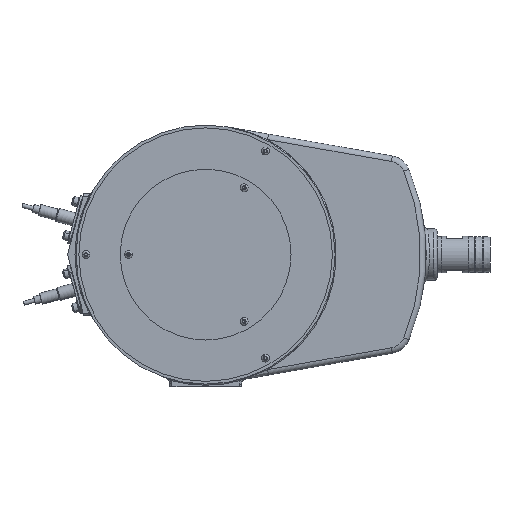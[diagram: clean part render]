
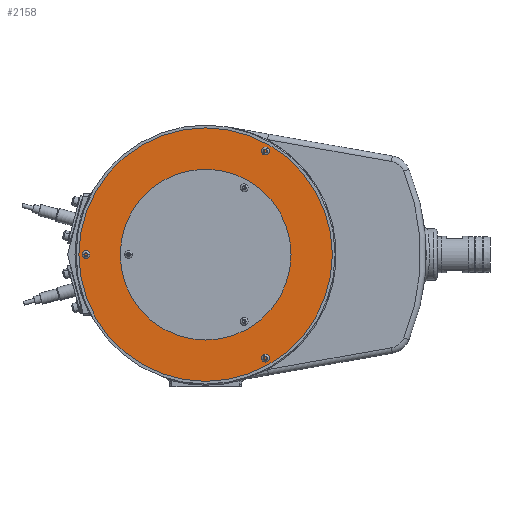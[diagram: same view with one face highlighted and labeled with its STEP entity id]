
A CAD part, left-side view. The second image highlights one B-rep face of the part: STEP entity #2158.
In plain terms, the highlighted planar face has unit normal (-1, 0, 0).
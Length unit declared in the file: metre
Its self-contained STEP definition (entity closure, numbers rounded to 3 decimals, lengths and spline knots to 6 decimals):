
#156 = VERTEX_POINT ( 'NONE', #15070 ) ;
#232 = ORIENTED_EDGE ( 'NONE', *, *, #7761, .F. ) ;
#387 = ORIENTED_EDGE ( 'NONE', *, *, #14825, .T. ) ;
#437 = CIRCLE ( 'NONE', #8831, 0.002 ) ;
#460 = DIRECTION ( 'NONE',  ( 1., 0., 0. ) ) ;
#682 = ORIENTED_EDGE ( 'NONE', *, *, #8700, .T. ) ;
#744 = DIRECTION ( 'NONE',  ( 0., 0., -1. ) ) ;
#866 = DIRECTION ( 'NONE',  ( 0., 0., -1. ) ) ;
#1058 = ORIENTED_EDGE ( 'NONE', *, *, #4125, .T. ) ;
#1613 = CARTESIAN_POINT ( 'NONE',  ( 0., 0.07, 0. ) ) ;
#2158 = ADVANCED_FACE ( 'NONE', ( #8484, #12342, #8852, #5322, #2177 ), #3114, .F. ) ;
#2177 = FACE_BOUND ( 'NONE', #10466, .T. ) ;
#2309 = CARTESIAN_POINT ( 'NONE',  ( 0., -0.035, -0.062622 ) ) ;
#2441 = VERTEX_POINT ( 'NONE', #3192 ) ;
#2493 = CARTESIAN_POINT ( 'NONE',  ( 0., 0., -0.115 ) ) ;
#2527 = CARTESIAN_POINT ( 'NONE',  ( 0., -0.035, 0.060622 ) ) ;
#2538 = CIRCLE ( 'NONE', #4924, 0.002 ) ;
#2581 = CARTESIAN_POINT ( 'NONE',  ( 0., 0., -0.065 ) ) ;
#2794 = DIRECTION ( 'NONE',  ( 0., 0., -1. ) ) ;
#2870 = CARTESIAN_POINT ( 'NONE',  ( 0., 0., 0. ) ) ;
#3096 = DIRECTION ( 'NONE',  ( 1., 0., 0. ) ) ;
#3114 = PLANE ( 'NONE',  #6645 ) ;
#3192 = CARTESIAN_POINT ( 'NONE',  ( 0., -0.035, 0.062622 ) ) ;
#3326 = AXIS2_PLACEMENT_3D ( 'NONE', #10184, #3096, #11356 ) ;
#3454 = EDGE_CURVE ( 'NONE', #156, #9876, #2538, .T. ) ;
#3459 = EDGE_CURVE ( 'NONE', #2441, #6872, #11191, .T. ) ;
#3694 = DIRECTION ( 'NONE',  ( 1., 0., 0. ) ) ;
#3697 = AXIS2_PLACEMENT_3D ( 'NONE', #10777, #3694, #11965 ) ;
#3702 = DIRECTION ( 'NONE',  ( 0., 0., -1. ) ) ;
#3814 = VERTEX_POINT ( 'NONE', #2493 ) ;
#4052 = DIRECTION ( 'NONE',  ( 0., 0., -1. ) ) ;
#4125 = EDGE_CURVE ( 'NONE', #9919, #14737, #8439, .T. ) ;
#4127 = VERTEX_POINT ( 'NONE', #11046 ) ;
#4282 = CIRCLE ( 'NONE', #6186, 0.002 ) ;
#4338 = ORIENTED_EDGE ( 'NONE', *, *, #3459, .T. ) ;
#4459 = EDGE_LOOP ( 'NONE', ( #387, #13159 ) ) ;
#4915 = VERTEX_POINT ( 'NONE', #11766 ) ;
#4924 = AXIS2_PLACEMENT_3D ( 'NONE', #14877, #7798, #744 ) ;
#5322 = FACE_OUTER_BOUND ( 'NONE', #7677, .T. ) ;
#5385 = CARTESIAN_POINT ( 'NONE',  ( 0., -0.035, 0.058622 ) ) ;
#5501 = DIRECTION ( 'NONE',  ( 0., 0., -1. ) ) ;
#5918 = ORIENTED_EDGE ( 'NONE', *, *, #9107, .T. ) ;
#6072 = VERTEX_POINT ( 'NONE', #2581 ) ;
#6186 = AXIS2_PLACEMENT_3D ( 'NONE', #2527, #10785, #3702 ) ;
#6215 = EDGE_CURVE ( 'NONE', #6072, #4915, #7542, .T. ) ;
#6455 = CARTESIAN_POINT ( 'NONE',  ( 0., 0.07, 0. ) ) ;
#6498 = DIRECTION ( 'NONE',  ( 1., 0., 0. ) ) ;
#6645 = AXIS2_PLACEMENT_3D ( 'NONE', #11372, #12574, #5501 ) ;
#6872 = VERTEX_POINT ( 'NONE', #5385 ) ;
#7489 = CARTESIAN_POINT ( 'NONE',  ( 0., 0., 0. ) ) ;
#7542 = CIRCLE ( 'NONE', #14961, 0.065 ) ;
#7638 = DIRECTION ( 'NONE',  ( 0., 0., -1. ) ) ;
#7677 = EDGE_LOOP ( 'NONE', ( #14188, #232 ) ) ;
#7761 = EDGE_CURVE ( 'NONE', #3814, #4127, #12882, .T. ) ;
#7798 = DIRECTION ( 'NONE',  ( 1., 0., 0. ) ) ;
#7916 = DIRECTION ( 'NONE',  ( 1., 0., 0. ) ) ;
#8439 = CIRCLE ( 'NONE', #14618, 0.002 ) ;
#8478 = ORIENTED_EDGE ( 'NONE', *, *, #10768, .T. ) ;
#8484 = FACE_BOUND ( 'NONE', #13176, .T. ) ;
#8573 = ORIENTED_EDGE ( 'NONE', *, *, #6215, .T. ) ;
#8700 = EDGE_CURVE ( 'NONE', #4915, #6072, #14665, .T. ) ;
#8705 = DIRECTION ( 'NONE',  ( 0., 0., -1. ) ) ;
#8831 = AXIS2_PLACEMENT_3D ( 'NONE', #6455, #14725, #7638 ) ;
#8852 = FACE_BOUND ( 'NONE', #4459, .T. ) ;
#9107 = EDGE_CURVE ( 'NONE', #6872, #2441, #4282, .T. ) ;
#9350 = AXIS2_PLACEMENT_3D ( 'NONE', #7489, #460, #8705 ) ;
#9491 = CIRCLE ( 'NONE', #11197, 0.002 ) ;
#9876 = VERTEX_POINT ( 'NONE', #2309 ) ;
#9887 = DIRECTION ( 'NONE',  ( 1., 0., 0. ) ) ;
#9919 = VERTEX_POINT ( 'NONE', #14261 ) ;
#10184 = CARTESIAN_POINT ( 'NONE',  ( 0., -0.035, 0.060622 ) ) ;
#10466 = EDGE_LOOP ( 'NONE', ( #682, #8573 ) ) ;
#10768 = EDGE_CURVE ( 'NONE', #14737, #9919, #437, .T. ) ;
#10777 = CARTESIAN_POINT ( 'NONE',  ( 0., 0., 0. ) ) ;
#10785 = DIRECTION ( 'NONE',  ( 1., 0., 0. ) ) ;
#11046 = CARTESIAN_POINT ( 'NONE',  ( 0., 0., 0.115 ) ) ;
#11130 = DIRECTION ( 'NONE',  ( 1., 0., 0. ) ) ;
#11191 = CIRCLE ( 'NONE', #3326, 0.002 ) ;
#11197 = AXIS2_PLACEMENT_3D ( 'NONE', #15019, #7916, #866 ) ;
#11356 = DIRECTION ( 'NONE',  ( 0., 0., -1. ) ) ;
#11372 = CARTESIAN_POINT ( 'NONE',  ( 0., 0., 0. ) ) ;
#11506 = CIRCLE ( 'NONE', #9350, 0.115 ) ;
#11766 = CARTESIAN_POINT ( 'NONE',  ( 0., 0., 0.065 ) ) ;
#11965 = DIRECTION ( 'NONE',  ( 0., 0., -1. ) ) ;
#12342 = FACE_BOUND ( 'NONE', #14702, .T. ) ;
#12574 = DIRECTION ( 'NONE',  ( 1., 0., 0. ) ) ;
#12882 = CIRCLE ( 'NONE', #3697, 0.115 ) ;
#13159 = ORIENTED_EDGE ( 'NONE', *, *, #3454, .T. ) ;
#13176 = EDGE_LOOP ( 'NONE', ( #1058, #8478 ) ) ;
#13429 = EDGE_CURVE ( 'NONE', #4127, #3814, #11506, .T. ) ;
#13567 = CARTESIAN_POINT ( 'NONE',  ( 0., 0., 0. ) ) ;
#13910 = AXIS2_PLACEMENT_3D ( 'NONE', #13567, #6498, #14758 ) ;
#14188 = ORIENTED_EDGE ( 'NONE', *, *, #13429, .F. ) ;
#14261 = CARTESIAN_POINT ( 'NONE',  ( 0., 0.07, -0.002 ) ) ;
#14618 = AXIS2_PLACEMENT_3D ( 'NONE', #1613, #9887, #2794 ) ;
#14665 = CIRCLE ( 'NONE', #13910, 0.065 ) ;
#14702 = EDGE_LOOP ( 'NONE', ( #5918, #4338 ) ) ;
#14725 = DIRECTION ( 'NONE',  ( 1., 0., 0. ) ) ;
#14737 = VERTEX_POINT ( 'NONE', #14745 ) ;
#14745 = CARTESIAN_POINT ( 'NONE',  ( 0., 0.07, 0.002 ) ) ;
#14758 = DIRECTION ( 'NONE',  ( 0., 0., -1. ) ) ;
#14825 = EDGE_CURVE ( 'NONE', #9876, #156, #9491, .T. ) ;
#14877 = CARTESIAN_POINT ( 'NONE',  ( 0., -0.035, -0.060622 ) ) ;
#14961 = AXIS2_PLACEMENT_3D ( 'NONE', #2870, #11130, #4052 ) ;
#15019 = CARTESIAN_POINT ( 'NONE',  ( 0., -0.035, -0.060622 ) ) ;
#15070 = CARTESIAN_POINT ( 'NONE',  ( 0., -0.035, -0.058622 ) ) ;
